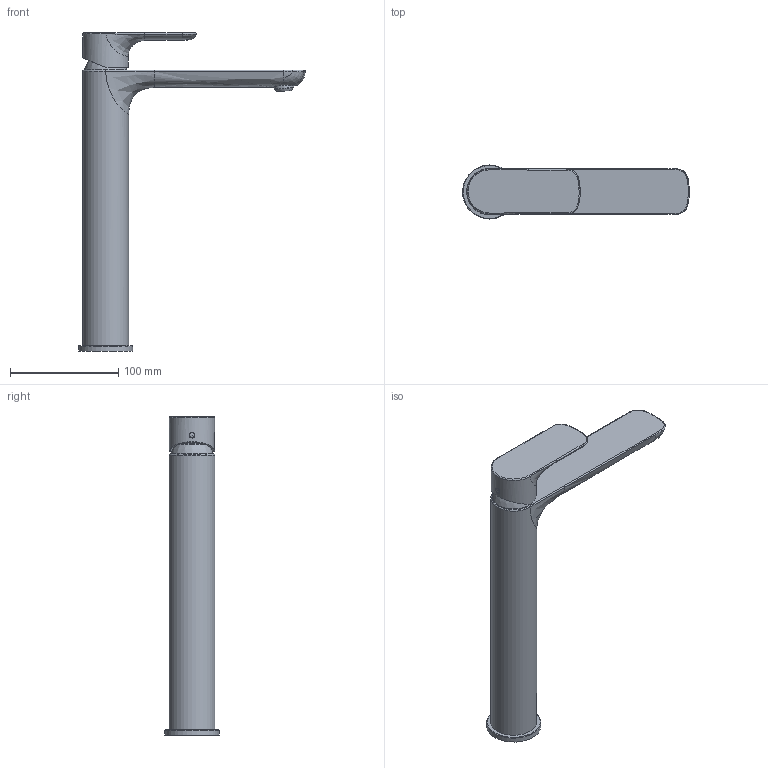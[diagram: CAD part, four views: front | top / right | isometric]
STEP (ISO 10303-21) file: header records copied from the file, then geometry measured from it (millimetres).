
FILE_DESCRIPTION(/* description */ (''),/* implementation_level */ '2;1');
FILE_NAME(/* name */ '3D_TVW10410511061_asm.step',/* time_stamp */ '2023-01-11T15:31:10+01:00',/* author */ (''),/* organization */ (''),/* preprocessor_version */ 'ST-DEVELOPER v19.2',/* originating_system */ 'Autodesk Translation Framework v11.17.0.187',/* authorisation */ '');
FILE_SCHEMA (('AUTOMOTIVE_DESIGN { 1 0 10303 214 3 1 1 }'));
Length unit declared in the file: millimetre
Products named in the file (9): (Nicht gespeichert); 8ZG16363; 80P35WHA2; 80N16494; 80M24123NP2; 8DZ16251; J14350KS00; Komponente35; Komponente7
Assembly tree (8 placements, depth 2):
  (Nicht gespeichert)
    8ZG16363
    80P35WHA2
    80N16494
    80M24123NP2
    8DZ16251
    J14350KS00
    Komponente35
    Komponente7
Bounding box: 209.89 x 50 x 294.6 mm (x, y, z)
Volume: 42014.5 mm3; surface area: 78452.3 mm2
Topology: 4 solids, 7 shells, 140 faces, 358 edges, 231 vertices
Faces by surface type: plane 46, bspline 34, cylinder 29, torus 16, cone 14, sphere 1
Full cylindrical faces by diameter (mm): 3.3 x1, 4.2 x1, 4.7 x1, 5.1 x1, 5.2 x1, 17.5 x1, 25 x1, 30 x1, 30.8 x1, 36.75 x1, 38.5 x1, 39 x1, 42 x1, 42.5 x1, 50 x1
Entity records: 10134 total; most frequent: CARTESIAN_POINT 6583, ORIENTED_EDGE 697, DIRECTION 690, EDGE_CURVE 355, AXIS2_PLACEMENT_3D 276, VERTEX_POINT 231, EDGE_LOOP 152, CIRCLE 142
